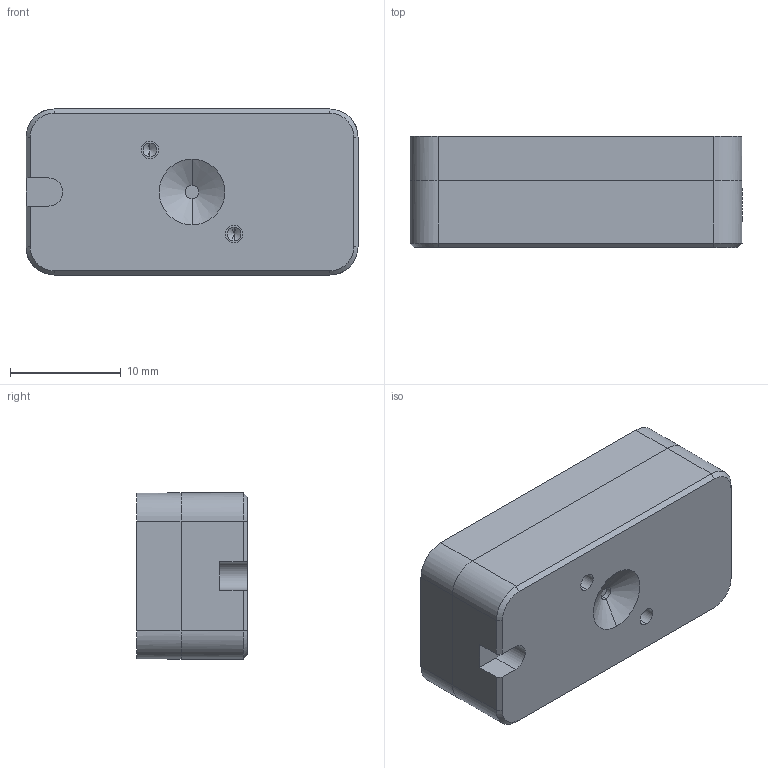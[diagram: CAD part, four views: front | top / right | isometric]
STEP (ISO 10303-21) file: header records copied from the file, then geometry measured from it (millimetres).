
FILE_DESCRIPTION (( 'STEP AP203' ), '1' );
FILE_NAME ('S121501-CM.STEP', '2011-07-29T19:02:22', ( 'john' ), ( 'Microsoft' ), 'SwSTEP 2.0', 'SolidWorks 2009', '' );
FILE_SCHEMA (( 'CONFIG_CONTROL_DESIGN' ));
Length unit declared in the file: millimetre
Products named in the file (1): S121501-CM
Bounding box: 30 x 10.01 x 15 mm (x, y, z)
Volume: 4351.9 mm3; surface area: 1843.3 mm2
Topology: 1 solids, 1 shells, 57 faces, 129 edges, 75 vertices
Faces by surface type: cylinder 23, plane 22, cone 12
Entity records: 1642 total; most frequent: CARTESIAN_POINT 304, DIRECTION 275, ORIENTED_EDGE 246, EDGE_CURVE 123, AXIS2_PLACEMENT_3D 102, VERTEX_POINT 75, VECTOR 71, LINE 71
